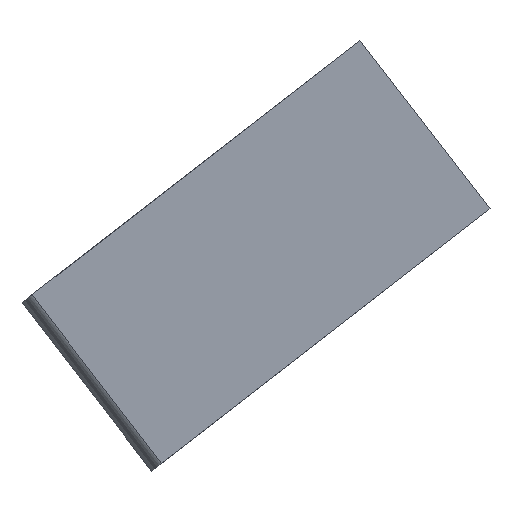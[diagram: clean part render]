
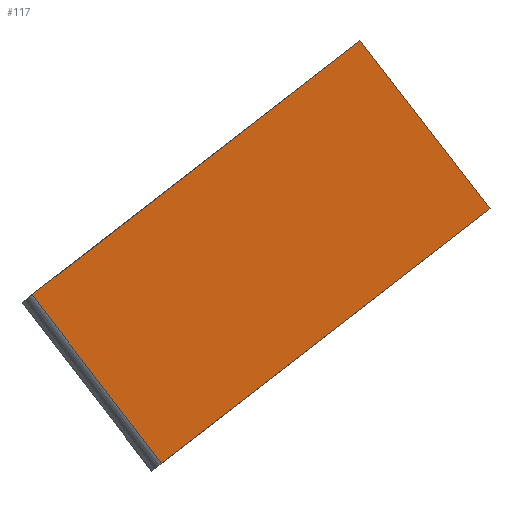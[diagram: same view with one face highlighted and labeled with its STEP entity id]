
A CAD part, front view. The second image highlights one B-rep face of the part: STEP entity #117.
In plain terms, the highlighted planar face has unit normal (-0.087, -0.996, 0).
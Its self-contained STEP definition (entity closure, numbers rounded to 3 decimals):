
#49 = VERTEX_POINT('',#50);
#50 = CARTESIAN_POINT('',(7725.436,-675.888,
    -2819.121));
#56 = EDGE_CURVE('',#57,#49,#59,.T.);
#57 = VERTEX_POINT('',#58);
#58 = CARTESIAN_POINT('',(7370.192,-644.808,
    -3094.303));
#59 = LINE('',#60,#61);
#60 = CARTESIAN_POINT('',(7478.093,-654.248,
    -3010.72));
#61 = VECTOR('',#62,1.);
#62 = DIRECTION('',(0.789,-0.069,0.611));
#80 = VERTEX_POINT('',#81);
#81 = CARTESIAN_POINT('',(7230.013,-632.544,
    -2911.956));
#90 = EDGE_CURVE('',#57,#80,#91,.T.);
#91 = LINE('',#92,#93);
#92 = CARTESIAN_POINT('',(7285.9,-637.434,
    -2984.655));
#93 = VECTOR('',#94,1.);
#94 = DIRECTION('',(-0.609,0.053,0.792));
#117 = ADVANCED_FACE('',(#118),#136,.F.);
#118 = FACE_BOUND('',#119,.T.);
#119 = EDGE_LOOP('',(#120,#121,#122,#130));
#120 = ORIENTED_EDGE('',*,*,#90,.F.);
#121 = ORIENTED_EDGE('',*,*,#56,.T.);
#122 = ORIENTED_EDGE('',*,*,#123,.F.);
#123 = EDGE_CURVE('',#124,#49,#126,.T.);
#124 = VERTEX_POINT('',#125);
#125 = CARTESIAN_POINT('',(7584.587,-663.565,
    -2637.293));
#126 = LINE('',#127,#128);
#127 = CARTESIAN_POINT('',(7601.29,-665.027,
    -2658.855));
#128 = VECTOR('',#129,1.);
#129 = DIRECTION('',(0.612,-0.054,-0.789));
#130 = ORIENTED_EDGE('',*,*,#131,.T.);
#131 = EDGE_CURVE('',#124,#80,#132,.T.);
#132 = LINE('',#133,#134);
#133 = CARTESIAN_POINT('',(7335.019,-641.731,
    -2830.615));
#134 = VECTOR('',#135,1.);
#135 = DIRECTION('',(-0.789,0.069,-0.611)
  );
#136 = PLANE('',#137);
#137 = AXIS2_PLACEMENT_3D('',#138,#139,#140);
#138 = CARTESIAN_POINT('',(7639.702,-668.387,
    -2708.443));
#139 = DIRECTION('',(0.087,0.996,0.));
#140 = DIRECTION('',(0.,0.,-1.));
